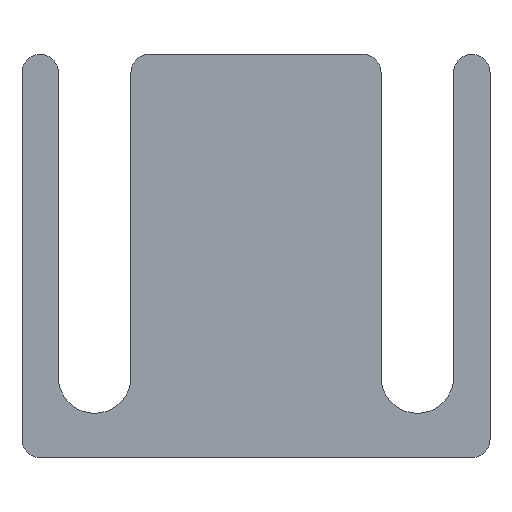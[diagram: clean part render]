
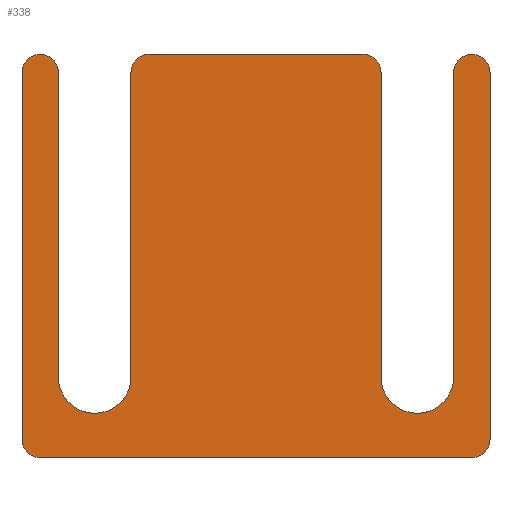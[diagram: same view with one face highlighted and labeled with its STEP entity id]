
A CAD part, top view. The second image highlights one B-rep face of the part: STEP entity #338.
In plain terms, the highlighted planar face has unit normal (0, 0, 1).
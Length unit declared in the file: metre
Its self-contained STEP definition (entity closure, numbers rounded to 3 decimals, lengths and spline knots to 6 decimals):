
#20=PLANE('',#385);
#26=LINE('',#504,#58);
#30=LINE('',#516,#62);
#34=LINE('',#528,#66);
#38=LINE('',#540,#70);
#42=LINE('',#552,#74);
#46=LINE('',#564,#78);
#50=LINE('',#576,#82);
#53=LINE('',#585,#85);
#58=VECTOR('',#401,1.);
#62=VECTOR('',#413,1.);
#66=VECTOR('',#425,1.);
#70=VECTOR('',#437,1.);
#74=VECTOR('',#449,1.);
#78=VECTOR('',#461,1.);
#82=VECTOR('',#473,1.);
#85=VECTOR('',#484,1.);
#150=ORIENTED_EDGE('',*,*,#184,.F.);
#151=ORIENTED_EDGE('',*,*,#188,.T.);
#152=ORIENTED_EDGE('',*,*,#191,.T.);
#153=ORIENTED_EDGE('',*,*,#194,.F.);
#154=ORIENTED_EDGE('',*,*,#197,.T.);
#155=ORIENTED_EDGE('',*,*,#200,.F.);
#156=ORIENTED_EDGE('',*,*,#203,.T.);
#157=ORIENTED_EDGE('',*,*,#206,.T.);
#158=ORIENTED_EDGE('',*,*,#209,.T.);
#159=ORIENTED_EDGE('',*,*,#212,.F.);
#160=ORIENTED_EDGE('',*,*,#215,.F.);
#161=ORIENTED_EDGE('',*,*,#218,.T.);
#162=ORIENTED_EDGE('',*,*,#221,.T.);
#163=ORIENTED_EDGE('',*,*,#224,.T.);
#164=ORIENTED_EDGE('',*,*,#227,.T.);
#165=ORIENTED_EDGE('',*,*,#229,.F.);
#184=EDGE_CURVE('',#232,#233,#263,.T.);
#188=EDGE_CURVE('',#232,#235,#26,.T.);
#191=EDGE_CURVE('',#235,#237,#265,.T.);
#194=EDGE_CURVE('',#239,#237,#30,.T.);
#197=EDGE_CURVE('',#239,#241,#267,.T.);
#200=EDGE_CURVE('',#243,#241,#34,.T.);
#203=EDGE_CURVE('',#243,#245,#269,.T.);
#206=EDGE_CURVE('',#245,#247,#38,.T.);
#209=EDGE_CURVE('',#247,#249,#271,.T.);
#212=EDGE_CURVE('',#251,#249,#42,.T.);
#215=EDGE_CURVE('',#253,#251,#273,.T.);
#218=EDGE_CURVE('',#253,#255,#46,.T.);
#221=EDGE_CURVE('',#255,#257,#275,.T.);
#224=EDGE_CURVE('',#257,#259,#50,.T.);
#227=EDGE_CURVE('',#259,#261,#277,.T.);
#229=EDGE_CURVE('',#233,#261,#53,.T.);
#232=VERTEX_POINT('',#495);
#233=VERTEX_POINT('',#497);
#235=VERTEX_POINT('',#503);
#237=VERTEX_POINT('',#509);
#239=VERTEX_POINT('',#515);
#241=VERTEX_POINT('',#521);
#243=VERTEX_POINT('',#527);
#245=VERTEX_POINT('',#533);
#247=VERTEX_POINT('',#539);
#249=VERTEX_POINT('',#545);
#251=VERTEX_POINT('',#551);
#253=VERTEX_POINT('',#557);
#255=VERTEX_POINT('',#563);
#257=VERTEX_POINT('',#569);
#259=VERTEX_POINT('',#575);
#261=VERTEX_POINT('',#581);
#263=CIRCLE('',#355,0.0045);
#265=CIRCLE('',#359,0.00225);
#267=CIRCLE('',#363,0.00225);
#269=CIRCLE('',#367,0.00225);
#271=CIRCLE('',#371,0.00225);
#273=CIRCLE('',#375,0.0045);
#275=CIRCLE('',#379,0.00225);
#277=CIRCLE('',#383,0.00225);
#294=EDGE_LOOP('',(#150,#151,#152,#153,#154,#155,#156,#157,#158,#159,#160,
#161,#162,#163,#164,#165));
#312=FACE_BOUND('',#294,.T.);
#338=ADVANCED_FACE('',(#312),#20,.T.);
#355=AXIS2_PLACEMENT_3D('',#496,#394,#395);
#359=AXIS2_PLACEMENT_3D('',#510,#407,#408);
#363=AXIS2_PLACEMENT_3D('',#522,#419,#420);
#367=AXIS2_PLACEMENT_3D('',#534,#431,#432);
#371=AXIS2_PLACEMENT_3D('',#546,#443,#444);
#375=AXIS2_PLACEMENT_3D('',#558,#455,#456);
#379=AXIS2_PLACEMENT_3D('',#570,#467,#468);
#383=AXIS2_PLACEMENT_3D('',#582,#479,#480);
#385=AXIS2_PLACEMENT_3D('',#586,#485,#486);
#394=DIRECTION('',(0.,0.,1.));
#395=DIRECTION('',(1.,0.,0.));
#401=DIRECTION('',(0.,1.,0.));
#407=DIRECTION('',(0.,0.,1.));
#408=DIRECTION('',(1.,0.,0.));
#413=DIRECTION('',(0.,1.,0.));
#419=DIRECTION('',(0.,0.,1.));
#420=DIRECTION('',(1.,0.,0.));
#425=DIRECTION('',(-1.,0.,0.));
#431=DIRECTION('',(0.,0.,1.));
#432=DIRECTION('',(1.,0.,0.));
#437=DIRECTION('',(0.,1.,0.));
#443=DIRECTION('',(0.,0.,1.));
#444=DIRECTION('',(1.,0.,0.));
#449=DIRECTION('',(0.,1.,0.));
#455=DIRECTION('',(0.,0.,1.));
#456=DIRECTION('',(1.,0.,0.));
#461=DIRECTION('',(0.,1.,0.));
#467=DIRECTION('',(0.,0.,1.));
#468=DIRECTION('',(1.,0.,0.));
#473=DIRECTION('',(-1.,0.,0.));
#479=DIRECTION('',(0.,0.,1.));
#480=DIRECTION('',(1.,0.,0.));
#484=DIRECTION('',(0.,1.,0.));
#485=DIRECTION('',(0.,0.,1.));
#486=DIRECTION('',(1.,0.,0.));
#495=CARTESIAN_POINT('',(-0.0245,-0.015,0.0005));
#496=CARTESIAN_POINT('',(-0.02,-0.015,0.0005));
#497=CARTESIAN_POINT('',(-0.0155,-0.015,0.0005));
#503=CARTESIAN_POINT('',(-0.0245,0.02275,0.0005));
#504=CARTESIAN_POINT('',(-0.0245,0.003875,0.0005));
#509=CARTESIAN_POINT('',(-0.029,0.02275,0.0005));
#510=CARTESIAN_POINT('',(-0.02675,0.02275,0.0005));
#515=CARTESIAN_POINT('',(-0.029,-0.02275,0.0005));
#516=CARTESIAN_POINT('',(-0.029,0.,0.0005));
#521=CARTESIAN_POINT('',(-0.02675,-0.025,0.0005));
#522=CARTESIAN_POINT('',(-0.02675,-0.02275,0.0005));
#527=CARTESIAN_POINT('',(0.02675,-0.025,0.0005));
#528=CARTESIAN_POINT('',(0.,-0.025,0.0005));
#533=CARTESIAN_POINT('',(0.029,-0.02275,0.0005));
#534=CARTESIAN_POINT('',(0.02675,-0.02275,0.0005));
#539=CARTESIAN_POINT('',(0.029,0.02275,0.0005));
#540=CARTESIAN_POINT('',(0.029,0.,0.0005));
#545=CARTESIAN_POINT('',(0.0245,0.02275,0.0005));
#546=CARTESIAN_POINT('',(0.02675,0.02275,0.0005));
#551=CARTESIAN_POINT('',(0.0245,-0.015,0.0005));
#552=CARTESIAN_POINT('',(0.0245,0.003875,0.0005));
#557=CARTESIAN_POINT('',(0.0155,-0.015,0.0005));
#558=CARTESIAN_POINT('',(0.02,-0.015,0.0005));
#563=CARTESIAN_POINT('',(0.0155,0.02275,0.0005));
#564=CARTESIAN_POINT('',(0.0155,0.003875,0.0005));
#569=CARTESIAN_POINT('',(0.01325,0.025,0.0005));
#570=CARTESIAN_POINT('',(0.01325,0.02275,0.0005));
#575=CARTESIAN_POINT('',(-0.01325,0.025,0.0005));
#576=CARTESIAN_POINT('',(0.,0.025,0.0005));
#581=CARTESIAN_POINT('',(-0.0155,0.02275,0.0005));
#582=CARTESIAN_POINT('',(-0.01325,0.02275,0.0005));
#585=CARTESIAN_POINT('',(-0.0155,0.003875,0.0005));
#586=CARTESIAN_POINT('',(0.,0.,0.0005));
